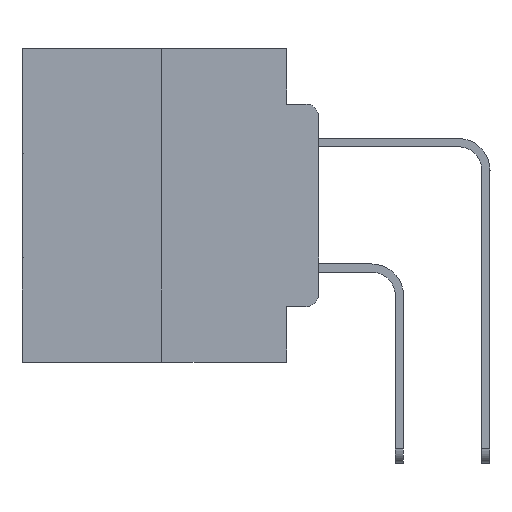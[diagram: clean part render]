
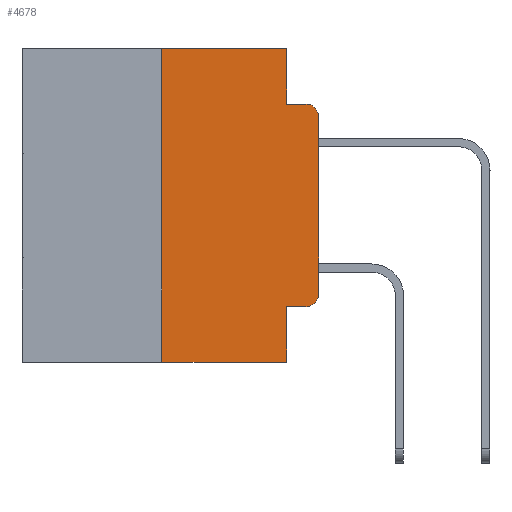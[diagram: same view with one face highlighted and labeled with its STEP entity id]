
A CAD part, left-side view. The second image highlights one B-rep face of the part: STEP entity #4678.
In plain terms, the highlighted planar face has unit normal (-1, 0, 0).
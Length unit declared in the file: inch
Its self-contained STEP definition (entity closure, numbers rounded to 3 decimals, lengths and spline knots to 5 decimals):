
#713 = ORIENTED_EDGE ( 'NONE', *, *, #28082, .T. ) ;
#728 = VECTOR ( 'NONE', #2821, 39.37008 ) ;
#862 = VECTOR ( 'NONE', #24415, 39.37008 ) ;
#887 = VERTEX_POINT ( 'NONE', #4586 ) ;
#1124 = LINE ( 'NONE', #24265, #728 ) ;
#1196 = CARTESIAN_POINT ( 'NONE',  ( 0., 0.25, 0. ) ) ;
#1216 = VECTOR ( 'NONE', #5060, 39.37008 ) ;
#1320 = VECTOR ( 'NONE', #8429, 39.37008 ) ;
#1363 = VERTEX_POINT ( 'NONE', #24231 ) ;
#1718 = FACE_OUTER_BOUND ( 'NONE', #28365, .T. ) ;
#2013 = CARTESIAN_POINT ( 'NONE',  ( 0., 0.473, 0. ) ) ;
#2349 = CIRCLE ( 'NONE', #2405, 0.02 ) ;
#2365 = CARTESIAN_POINT ( 'NONE',  ( 0., 0., -0.1085 ) ) ;
#2405 = AXIS2_PLACEMENT_3D ( 'NONE', #30601, #9303, #14087 ) ;
#2821 = DIRECTION ( 'NONE',  ( 0., 0., -1. ) ) ;
#4051 = DIRECTION ( 'NONE',  ( -1., 0., 0. ) ) ;
#4392 = DIRECTION ( 'NONE',  ( 1., 0., 0. ) ) ;
#4496 = CARTESIAN_POINT ( 'NONE',  ( 0., 0.051, -0.5 ) ) ;
#4586 = CARTESIAN_POINT ( 'NONE',  ( 0., 0., -0.3915 ) ) ;
#4678 = ADVANCED_FACE ( 'NONE', ( #1718 ), #18801, .F. ) ;
#5060 = DIRECTION ( 'NONE',  ( 0., -1., 0. ) ) ;
#5101 = CARTESIAN_POINT ( 'NONE',  ( 0., 0.02, -0.0885 ) ) ;
#5116 = EDGE_CURVE ( 'NONE', #10348, #12890, #26978, .T. ) ;
#5461 = CARTESIAN_POINT ( 'NONE',  ( 0., 0.473, 0. ) ) ;
#5825 = ORIENTED_EDGE ( 'NONE', *, *, #5116, .F. ) ;
#6049 = LINE ( 'NONE', #21940, #1216 ) ;
#6339 = DIRECTION ( 'NONE',  ( 0., 0., -1. ) ) ;
#6348 = VERTEX_POINT ( 'NONE', #21140 ) ;
#6551 = LINE ( 'NONE', #22432, #27022 ) ;
#6603 = EDGE_CURVE ( 'NONE', #23960, #12890, #2349, .T. ) ;
#7094 = DIRECTION ( 'NONE',  ( 0., 0., -1. ) ) ;
#7108 = LINE ( 'NONE', #1196, #22380 ) ;
#7628 = EDGE_CURVE ( 'NONE', #1363, #11419, #7108, .T. ) ;
#8006 = CARTESIAN_POINT ( 'NONE',  ( 0., 0.051, -0.4115 ) ) ;
#8228 = CARTESIAN_POINT ( 'NONE',  ( 0., 0.051, -0.0885 ) ) ;
#8253 = ORIENTED_EDGE ( 'NONE', *, *, #11534, .T. ) ;
#8429 = DIRECTION ( 'NONE',  ( 0., -1., 0. ) ) ;
#9303 = DIRECTION ( 'NONE',  ( -1., 0., 0. ) ) ;
#10228 = EDGE_CURVE ( 'NONE', #28768, #14562, #28465, .T. ) ;
#10348 = VERTEX_POINT ( 'NONE', #27782 ) ;
#10425 = ORIENTED_EDGE ( 'NONE', *, *, #12878, .F. ) ;
#10758 = VECTOR ( 'NONE', #18009, 39.37008 ) ;
#11419 = VERTEX_POINT ( 'NONE', #11850 ) ;
#11534 = EDGE_CURVE ( 'NONE', #1363, #25679, #6049, .T. ) ;
#11850 = CARTESIAN_POINT ( 'NONE',  ( 0., 0.25, 0. ) ) ;
#12740 = DIRECTION ( 'NONE',  ( 0., 0., -1. ) ) ;
#12878 = EDGE_CURVE ( 'NONE', #28768, #25679, #1124, .T. ) ;
#12890 = VERTEX_POINT ( 'NONE', #5101 ) ;
#13749 = DIRECTION ( 'NONE',  ( 0., -1., 0. ) ) ;
#13992 = ORIENTED_EDGE ( 'NONE', *, *, #7628, .F. ) ;
#14087 = DIRECTION ( 'NONE',  ( 0., 0., -1. ) ) ;
#14562 = VERTEX_POINT ( 'NONE', #19900 ) ;
#14706 = AXIS2_PLACEMENT_3D ( 'NONE', #2013, #4392, #7094 ) ;
#15682 = CIRCLE ( 'NONE', #18703, 0.02 ) ;
#15800 = VECTOR ( 'NONE', #13749, 39.37008 ) ;
#15931 = CARTESIAN_POINT ( 'NONE',  ( 0., 0.051, -0.4115 ) ) ;
#17109 = EDGE_CURVE ( 'NONE', #6348, #10348, #6551, .T. ) ;
#17677 = ORIENTED_EDGE ( 'NONE', *, *, #17109, .F. ) ;
#18009 = DIRECTION ( 'NONE',  ( 0., 0., 1. ) ) ;
#18216 = CARTESIAN_POINT ( 'NONE',  ( 0., 0., 0. ) ) ;
#18703 = AXIS2_PLACEMENT_3D ( 'NONE', #25150, #4051, #6339 ) ;
#18801 = PLANE ( 'NONE',  #14706 ) ;
#19900 = CARTESIAN_POINT ( 'NONE',  ( 0., 0.02, -0.4115 ) ) ;
#21140 = CARTESIAN_POINT ( 'NONE',  ( 0., 0.051, 0. ) ) ;
#21940 = CARTESIAN_POINT ( 'NONE',  ( 0., 0.473, -0.5 ) ) ;
#22380 = VECTOR ( 'NONE', #27600, 39.37008 ) ;
#22432 = CARTESIAN_POINT ( 'NONE',  ( 0., 0.051, 0. ) ) ;
#22489 = ORIENTED_EDGE ( 'NONE', *, *, #10228, .T. ) ;
#23629 = EDGE_CURVE ( 'NONE', #887, #23960, #27131, .T. ) ;
#23960 = VERTEX_POINT ( 'NONE', #2365 ) ;
#24231 = CARTESIAN_POINT ( 'NONE',  ( 0., 0.25, -0.5 ) ) ;
#24265 = CARTESIAN_POINT ( 'NONE',  ( 0., 0.051, 0. ) ) ;
#24415 = DIRECTION ( 'NONE',  ( 0., -1., 0. ) ) ;
#25150 = CARTESIAN_POINT ( 'NONE',  ( 0., 0.02, -0.3915 ) ) ;
#25679 = VERTEX_POINT ( 'NONE', #4496 ) ;
#26702 = EDGE_CURVE ( 'NONE', #11419, #6348, #27671, .T. ) ;
#26762 = ORIENTED_EDGE ( 'NONE', *, *, #26702, .F. ) ;
#26978 = LINE ( 'NONE', #8228, #1320 ) ;
#27022 = VECTOR ( 'NONE', #12740, 39.37008 ) ;
#27131 = LINE ( 'NONE', #18216, #10758 ) ;
#27600 = DIRECTION ( 'NONE',  ( 0., 0., 1. ) ) ;
#27671 = LINE ( 'NONE', #5461, #862 ) ;
#27782 = CARTESIAN_POINT ( 'NONE',  ( 0., 0.051, -0.0885 ) ) ;
#28082 = EDGE_CURVE ( 'NONE', #14562, #887, #15682, .T. ) ;
#28365 = EDGE_LOOP ( 'NONE', ( #28948, #28690, #5825, #17677, #26762, #13992, #8253, #10425, #22489, #713 ) ) ;
#28465 = LINE ( 'NONE', #15931, #15800 ) ;
#28690 = ORIENTED_EDGE ( 'NONE', *, *, #6603, .T. ) ;
#28768 = VERTEX_POINT ( 'NONE', #8006 ) ;
#28948 = ORIENTED_EDGE ( 'NONE', *, *, #23629, .T. ) ;
#30601 = CARTESIAN_POINT ( 'NONE',  ( 0., 0.02, -0.1085 ) ) ;
